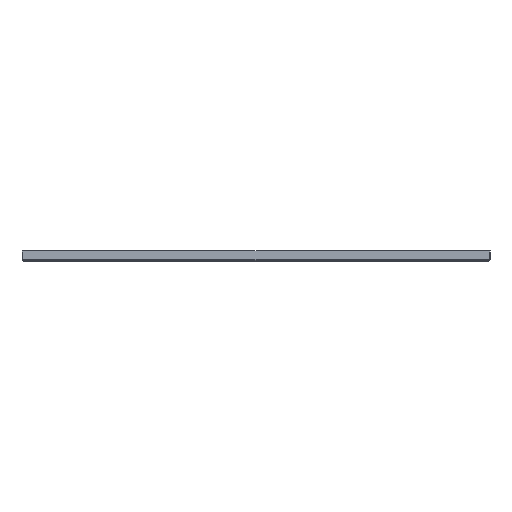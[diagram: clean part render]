
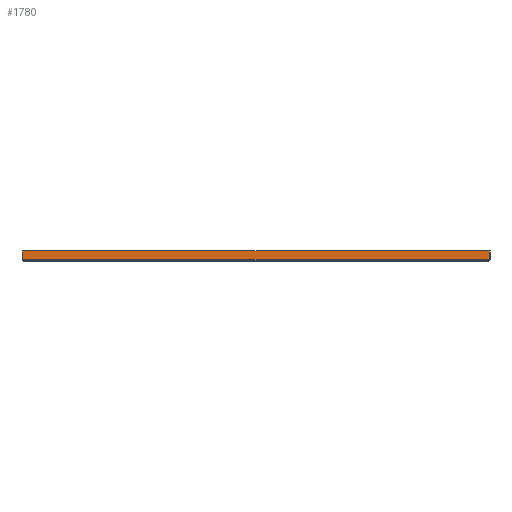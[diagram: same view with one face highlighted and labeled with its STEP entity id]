
A CAD part, front view. The second image highlights one B-rep face of the part: STEP entity #1780.
In plain terms, the highlighted planar face has unit normal (0, -1, 0).
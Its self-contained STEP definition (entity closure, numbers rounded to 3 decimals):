
#20 = VERTEX_POINT ( 'NONE', #3226 ) ;
#117 = DIRECTION ( 'NONE',  ( 0., 0., 1. ) ) ;
#135 = DIRECTION ( 'NONE',  ( 0., 0., 1. ) ) ;
#210 = CARTESIAN_POINT ( 'NONE',  ( 0., 0., 1. ) ) ;
#409 = CARTESIAN_POINT ( 'NONE',  ( 597.823, 0., 11.9 ) ) ;
#534 = CARTESIAN_POINT ( 'NONE',  ( 0., 0., 11.9 ) ) ;
#712 = ORIENTED_EDGE ( 'NONE', *, *, #2198, .F. ) ;
#759 = PLANE ( 'NONE',  #3252 ) ;
#858 = EDGE_CURVE ( 'NONE', #3097, #1487, #3678, .T. ) ;
#883 = CARTESIAN_POINT ( 'NONE',  ( 1.177, 0., 1. ) ) ;
#912 = EDGE_CURVE ( 'NONE', #20, #1724, #1083, .T. ) ;
#1083 = LINE ( 'NONE', #210, #2521 ) ;
#1310 = LINE ( 'NONE', #2424, #2140 ) ;
#1487 = VERTEX_POINT ( 'NONE', #2981 ) ;
#1527 = CARTESIAN_POINT ( 'NONE',  ( 1.177, 0., 0. ) ) ;
#1598 = VECTOR ( 'NONE', #117, 1000. ) ;
#1724 = VERTEX_POINT ( 'NONE', #883 ) ;
#1780 = ADVANCED_FACE ( 'NONE', ( #2441 ), #759, .F. ) ;
#1802 = CARTESIAN_POINT ( 'NONE',  ( 0., 0., 0. ) ) ;
#1902 = EDGE_CURVE ( 'NONE', #20, #3097, #1310, .T. ) ;
#1903 = DIRECTION ( 'NONE',  ( -1., 0., 0. ) ) ;
#2140 = VECTOR ( 'NONE', #2699, 1000. ) ;
#2198 = EDGE_CURVE ( 'NONE', #1724, #1487, #2701, .T. ) ;
#2424 = CARTESIAN_POINT ( 'NONE',  ( 597.823, 0., 0. ) ) ;
#2441 = FACE_OUTER_BOUND ( 'NONE', #3276, .T. ) ;
#2521 = VECTOR ( 'NONE', #2782, 1000. ) ;
#2591 = ORIENTED_EDGE ( 'NONE', *, *, #858, .T. ) ;
#2699 = DIRECTION ( 'NONE',  ( 0., 0., 1. ) ) ;
#2701 = LINE ( 'NONE', #1527, #1598 ) ;
#2782 = DIRECTION ( 'NONE',  ( -1., 0., 0. ) ) ;
#2813 = ORIENTED_EDGE ( 'NONE', *, *, #912, .F. ) ;
#2981 = CARTESIAN_POINT ( 'NONE',  ( 1.177, 0., 11.9 ) ) ;
#3097 = VERTEX_POINT ( 'NONE', #409 ) ;
#3153 = VECTOR ( 'NONE', #1903, 1000. ) ;
#3226 = CARTESIAN_POINT ( 'NONE',  ( 597.823, 0., 1. ) ) ;
#3250 = ORIENTED_EDGE ( 'NONE', *, *, #1902, .T. ) ;
#3252 = AXIS2_PLACEMENT_3D ( 'NONE', #1802, #3629, #135 ) ;
#3276 = EDGE_LOOP ( 'NONE', ( #2813, #3250, #2591, #712 ) ) ;
#3629 = DIRECTION ( 'NONE',  ( 0., 1., 0. ) ) ;
#3678 = LINE ( 'NONE', #534, #3153 ) ;
